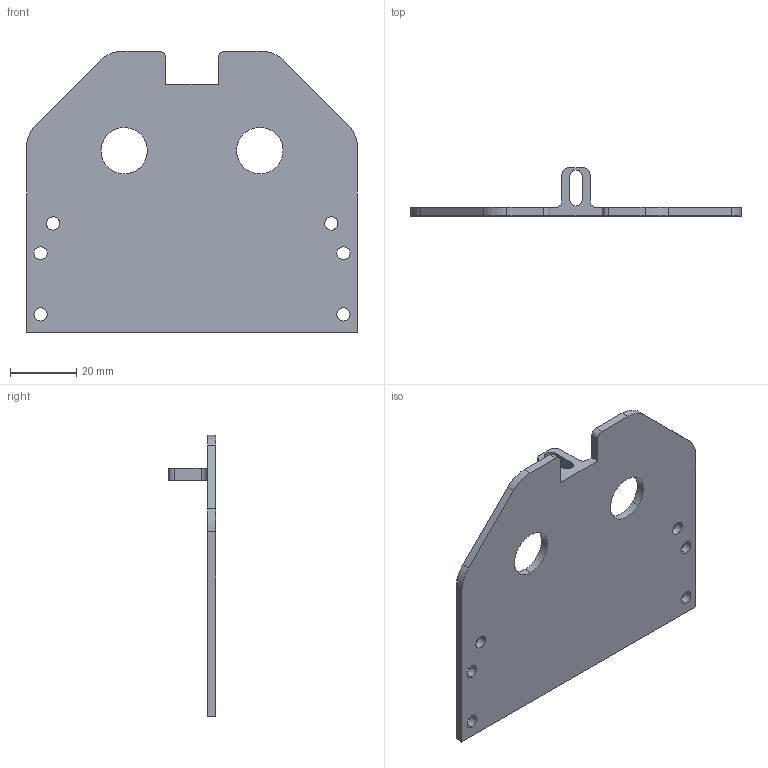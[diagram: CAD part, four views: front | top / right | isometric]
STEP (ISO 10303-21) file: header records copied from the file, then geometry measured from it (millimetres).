
FILE_DESCRIPTION (( 'STEP AP214' ), '1' );
FILE_NAME ('grippler base bottom.STEP', '2022-12-24T23:09:41', ( '' ), ( '' ), 'SwSTEP 2.0', 'SolidWorks 2021', '' );
FILE_SCHEMA (( 'AUTOMOTIVE_DESIGN' ));
Length unit declared in the file: millimetre
Products named in the file (1): grippler base bottom
Bounding box: 100 x 14.5 x 85 mm (x, y, z)
Volume: 18544.9 mm3; surface area: 16246.9 mm2
Topology: 1 solids, 1 shells, 46 faces, 132 edges, 88 vertices
Faces by surface type: cylinder 20, plane 18, bspline 8
Entity records: 1610 total; most frequent: CARTESIAN_POINT 371, ORIENTED_EDGE 264, DIRECTION 234, EDGE_CURVE 132, VERTEX_POINT 88, AXIS2_PLACEMENT_3D 79, VECTOR 76, LINE 76
